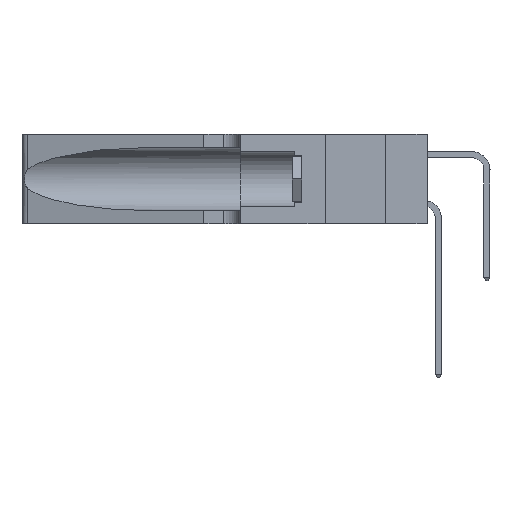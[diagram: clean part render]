
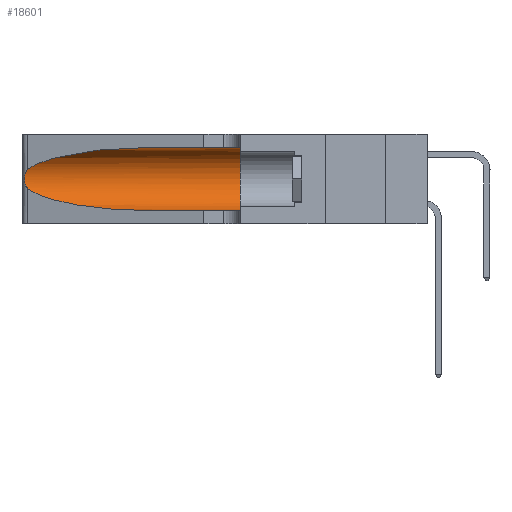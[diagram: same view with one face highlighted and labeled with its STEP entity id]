
A CAD part, left-side view. The second image highlights one B-rep face of the part: STEP entity #18601.
In plain terms, the highlighted cylindrical face has radius 3.308 mm (diameter 6.617 mm), a partial arc.
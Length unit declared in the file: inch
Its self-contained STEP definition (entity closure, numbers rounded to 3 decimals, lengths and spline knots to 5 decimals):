
#128 = CARTESIAN_POINT ( 'NONE',  ( 0.26017, 1.23833, 0.17102 ) ) ;
#487 = CARTESIAN_POINT ( 'NONE',  ( 0.25487, 1.22718, 0.14631 ) ) ;
#510 = EDGE_CURVE ( 'NONE', #23500, #10300, #21363, .T. ) ;
#1237 = EDGE_CURVE ( 'NONE', #9541, #3298, #22956, .T. ) ;
#1463 = CYLINDRICAL_SURFACE ( 'NONE', #16773, 0.13025 ) ;
#2655 = CARTESIAN_POINT ( 'NONE',  ( 0.1305, 0.72297, 0.05475 ) ) ;
#3298 = VERTEX_POINT ( 'NONE', #23262 ) ;
#3476 = VERTEX_POINT ( 'NONE', #19840 ) ;
#3632 = VECTOR ( 'NONE', #12089, 39.37008 ) ;
#3675 = B_SPLINE_CURVE_WITH_KNOTS ( 'NONE', 3,
 ( #6158, #20428, #16242, #12357, #10180, #8431, #14072, #12106, #128, #22325, #20072, #10442, #12188, #487 ),
 .UNSPECIFIED., .F., .F.,
 ( 4, 2, 2, 2, 2, 2, 4 ),
 ( 0., 0.00027, 0.00053, 0.00107, 0.0016, 0.00187, 0.00214 ),
 .UNSPECIFIED. ) ;
#4110 = AXIS2_PLACEMENT_3D ( 'NONE', #4946, #4582, #4844 ) ;
#4388 = CARTESIAN_POINT ( 'NONE',  ( 0.1305, 0.72297, 0.31525 ) ) ;
#4582 = DIRECTION ( 'NONE',  ( 0., 1., 0. ) ) ;
#4655 = CARTESIAN_POINT ( 'NONE',  ( 0.2373, 1.15595, 0.08982 ) ) ;
#4844 = DIRECTION ( 'NONE',  ( 0., 0., 1. ) ) ;
#4946 = CARTESIAN_POINT ( 'NONE',  ( 0.1305, 0.35, 0.185 ) ) ;
#5807 = CARTESIAN_POINT ( 'NONE',  ( 0.25487, 1.22718, 0.22369 ) ) ;
#6158 = CARTESIAN_POINT ( 'NONE',  ( 0.25487, 1.22718, 0.22369 ) ) ;
#6295 = CARTESIAN_POINT ( 'NONE',  ( 0.1305, 0.72297, 0.31525 ) ) ;
#6574 = ORIENTED_EDGE ( 'NONE', *, *, #11555, .F. ) ;
#6633 = CARTESIAN_POINT ( 'NONE',  ( 0.25487, 1.22718, 0.22369 ) ) ;
#7830 = DIRECTION ( 'NONE',  ( 0., -1., 0. ) ) ;
#8431 = CARTESIAN_POINT ( 'NONE',  ( 0.26018, 1.23835, 0.19895 ) ) ;
#9148 = CARTESIAN_POINT ( 'NONE',  ( 0.1305, 0.72297, 0.05475 ) ) ;
#9242 = EDGE_LOOP ( 'NONE', ( #21492, #22924, #23502, #10692, #6574, #16007 ) ) ;
#9541 = VERTEX_POINT ( 'NONE', #6295 ) ;
#10180 = CARTESIAN_POINT ( 'NONE',  ( 0.25854, 1.2359, 0.20912 ) ) ;
#10300 = VERTEX_POINT ( 'NONE', #9148 ) ;
#10442 = CARTESIAN_POINT ( 'NONE',  ( 0.25639, 1.23186, 0.15144 ) ) ;
#10692 = ORIENTED_EDGE ( 'NONE', *, *, #23075, .T. ) ;
#11031 = VERTEX_POINT ( 'NONE', #6633 ) ;
#11555 = EDGE_CURVE ( 'NONE', #3298, #3476, #22574, .T. ) ;
#11881 = DIRECTION ( 'NONE',  ( 0., -1., 0. ) ) ;
#12089 = DIRECTION ( 'NONE',  ( 0., -1., 0. ) ) ;
#12106 = CARTESIAN_POINT ( 'NONE',  ( 0.26075, 1.23896, 0.178 ) ) ;
#12188 = CARTESIAN_POINT ( 'NONE',  ( 0.25555, 1.22993, 0.14849 ) ) ;
#12247 = EDGE_CURVE ( 'NONE', #9541, #11031, #22996, .T. ) ;
#12357 = CARTESIAN_POINT ( 'NONE',  ( 0.25787, 1.23484, 0.2124 ) ) ;
#14072 = CARTESIAN_POINT ( 'NONE',  ( 0.26075, 1.23896, 0.19203 ) ) ;
#14604 = CARTESIAN_POINT ( 'NONE',  ( 0.18966, 0.96281, 0.05475 ) ) ;
#14844 = LINE ( 'NONE', #19720, #22943 ) ;
#15553 = CARTESIAN_POINT ( 'NONE',  ( 0.2373, 1.15595, 0.28018 ) ) ;
#16007 = ORIENTED_EDGE ( 'NONE', *, *, #1237, .F. ) ;
#16242 = CARTESIAN_POINT ( 'NONE',  ( 0.25639, 1.23184, 0.21858 ) ) ;
#16773 = AXIS2_PLACEMENT_3D ( 'NONE', #18923, #11881, #23788 ) ;
#18601 = ADVANCED_FACE ( 'NONE', ( #24254 ), #1463, .F. ) ;
#18923 = CARTESIAN_POINT ( 'NONE',  ( 0.1305, 1.61858, 0.185 ) ) ;
#19042 = EDGE_CURVE ( 'NONE', #11031, #23500, #3675, .T. ) ;
#19632 = CARTESIAN_POINT ( 'NONE',  ( 0.18966, 0.96281, 0.31525 ) ) ;
#19720 = CARTESIAN_POINT ( 'NONE',  ( 0.1305, 1.61858, 0.05475 ) ) ;
#19840 = CARTESIAN_POINT ( 'NONE',  ( 0.1305, 0.35, 0.05475 ) ) ;
#20072 = CARTESIAN_POINT ( 'NONE',  ( 0.25789, 1.23486, 0.15765 ) ) ;
#20299 = CARTESIAN_POINT ( 'NONE',  ( 0.25487, 1.22718, 0.14631 ) ) ;
#20428 = CARTESIAN_POINT ( 'NONE',  ( 0.25555, 1.22994, 0.2215 ) ) ;
#21363 =( BOUNDED_CURVE ( )  B_SPLINE_CURVE ( 3, ( #22511, #4655, #14604, #2655 ),
 .UNSPECIFIED., .F., .F. ) 
 B_SPLINE_CURVE_WITH_KNOTS ( ( 4, 4 ),
 ( 3.44316, 4.71239 ),
 .UNSPECIFIED. ) 
 CURVE ( )  GEOMETRIC_REPRESENTATION_ITEM ( )  RATIONAL_B_SPLINE_CURVE ( ( 1., 0.87, 0.87, 1. ) ) 
 REPRESENTATION_ITEM ( '' )  );
#21492 = ORIENTED_EDGE ( 'NONE', *, *, #12247, .T. ) ;
#21875 = CARTESIAN_POINT ( 'NONE',  ( 0.1305, 1.61858, 0.31525 ) ) ;
#22325 = CARTESIAN_POINT ( 'NONE',  ( 0.25856, 1.23593, 0.16098 ) ) ;
#22511 = CARTESIAN_POINT ( 'NONE',  ( 0.25487, 1.22718, 0.14631 ) ) ;
#22574 = CIRCLE ( 'NONE', #4110, 0.13025 ) ;
#22924 = ORIENTED_EDGE ( 'NONE', *, *, #19042, .T. ) ;
#22943 = VECTOR ( 'NONE', #7830, 39.37008 ) ;
#22956 = LINE ( 'NONE', #21875, #3632 ) ;
#22996 =( BOUNDED_CURVE ( )  B_SPLINE_CURVE ( 3, ( #4388, #19632, #15553, #5807 ),
 .UNSPECIFIED., .F., .F. ) 
 B_SPLINE_CURVE_WITH_KNOTS ( ( 4, 4 ),
 ( 1.5708, 2.84003 ),
 .UNSPECIFIED. ) 
 CURVE ( )  GEOMETRIC_REPRESENTATION_ITEM ( )  RATIONAL_B_SPLINE_CURVE ( ( 1., 0.87, 0.87, 1. ) ) 
 REPRESENTATION_ITEM ( '' )  );
#23075 = EDGE_CURVE ( 'NONE', #10300, #3476, #14844, .T. ) ;
#23262 = CARTESIAN_POINT ( 'NONE',  ( 0.1305, 0.35, 0.31525 ) ) ;
#23500 = VERTEX_POINT ( 'NONE', #20299 ) ;
#23502 = ORIENTED_EDGE ( 'NONE', *, *, #510, .T. ) ;
#23788 = DIRECTION ( 'NONE',  ( 0., 0., -1. ) ) ;
#24254 = FACE_OUTER_BOUND ( 'NONE', #9242, .T. ) ;
